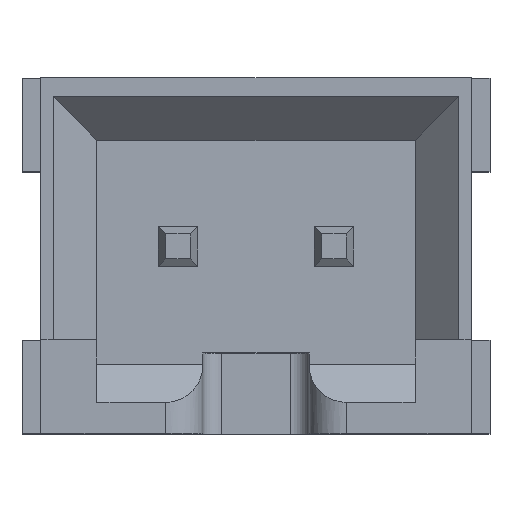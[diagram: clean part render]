
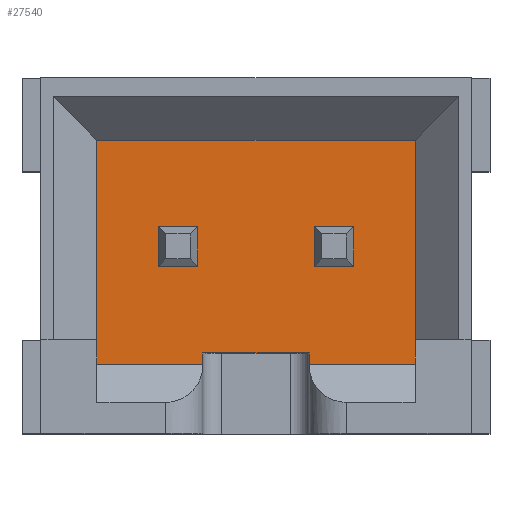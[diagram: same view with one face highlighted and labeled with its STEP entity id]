
A CAD part, top view. The second image highlights one B-rep face of the part: STEP entity #27540.
In plain terms, the highlighted planar face has unit normal (0, 0, 1).
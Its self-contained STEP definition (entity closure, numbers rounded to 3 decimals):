
#2850=CARTESIAN_POINT('',(24.062,1.988,-6.7));
#2860=VERTEX_POINT('',#2850);
#3010=CARTESIAN_POINT('',(24.062,1.348,-6.7));
#3020=VERTEX_POINT('',#3010);
#3050=CARTESIAN_POINT('',(24.062,0.,-6.7));
#3060=DIRECTION('',(0.,-1.,0.));
#3070=VECTOR('',#3060,1.);
#3080=LINE('',#3050,#3070);
#3090=EDGE_CURVE('',#2860,#3020,#3080,.T.);
#6590=CARTESIAN_POINT('',(23.982,-0.032,-6.7));
#6600=VERTEX_POINT('',#6590);
#6630=CARTESIAN_POINT('',(23.982,0.,-6.7));
#6640=DIRECTION('',(0.,1.,0.));
#6650=VECTOR('',#6640,1.);
#6660=LINE('',#6630,#6650);
#6670=CARTESIAN_POINT('',(23.982,-0.232,-6.7));
#6680=VERTEX_POINT('',#6670);
#6690=EDGE_CURVE('',#6680,#6600,#6660,.T.);
#16150=CARTESIAN_POINT('',(20.582,3.368,-6.7));
#16160=VERTEX_POINT('',#16150);
#16190=CARTESIAN_POINT('',(20.582,0.,-6.7));
#16200=DIRECTION('',(0.,-1.,0.));
#16210=VECTOR('',#16200,1.);
#16220=LINE('',#16190,#16210);
#16230=CARTESIAN_POINT('',(20.582,-0.232,-6.7));
#16240=VERTEX_POINT('',#16230);
#16250=EDGE_CURVE('',#16160,#16240,#16220,.T.);
#21090=CARTESIAN_POINT('',(21.562,1.988,-6.7));
#21100=VERTEX_POINT('',#21090);
#21150=CARTESIAN_POINT('',(0.,1.988,-6.7));
#21160=DIRECTION('',(-1.,0.,0.));
#21170=VECTOR('',#21160,1.);
#21180=LINE('',#21150,#21170);
#21190=CARTESIAN_POINT('',(22.202,1.988,-6.7));
#21200=VERTEX_POINT('',#21190);
#21210=EDGE_CURVE('',#21200,#21100,#21180,.T.);
#21450=CARTESIAN_POINT('',(22.202,0.,-6.7));
#21460=DIRECTION('',(0.,1.,0.));
#21470=VECTOR('',#21460,1.);
#21480=LINE('',#21450,#21470);
#21490=CARTESIAN_POINT('',(22.202,1.348,-6.7));
#21500=VERTEX_POINT('',#21490);
#21510=EDGE_CURVE('',#21500,#21200,#21480,.T.);
#21820=CARTESIAN_POINT('',(21.562,1.348,-6.7));
#21830=VERTEX_POINT('',#21820);
#21930=CARTESIAN_POINT('',(0.,1.348,-6.7));
#21940=DIRECTION('',(1.,0.,0.));
#21950=VECTOR('',#21940,1.);
#21960=LINE('',#21930,#21950);
#21970=EDGE_CURVE('',#21830,#21500,#21960,.T.);
#23230=CARTESIAN_POINT('',(21.562,0.,-6.7));
#23240=DIRECTION('',(0.,-1.,0.));
#23250=VECTOR('',#23240,1.);
#23260=LINE('',#23230,#23250);
#23270=EDGE_CURVE('',#21100,#21830,#23260,.T.);
#23500=CARTESIAN_POINT('',(22.282,-0.032,-6.7));
#23510=VERTEX_POINT('',#23500);
#23540=CARTESIAN_POINT('',(0.,-0.032,-6.7));
#23550=DIRECTION('',(1.,0.,0.));
#23560=VECTOR('',#23550,1.);
#23570=LINE('',#23540,#23560);
#23580=EDGE_CURVE('',#23510,#6600,#23570,.T.);
#23720=CARTESIAN_POINT('',(22.282,-0.232,-6.7));
#23730=VERTEX_POINT('',#23720);
#23760=CARTESIAN_POINT('',(22.282,0.,-6.7));
#23770=DIRECTION('',(0.,-1.,0.));
#23780=VECTOR('',#23770,1.);
#23790=LINE('',#23760,#23780);
#23800=EDGE_CURVE('',#23510,#23730,#23790,.T.);
#24000=CARTESIAN_POINT('',(0.,-0.232,-6.7));
#24010=DIRECTION('',(-1.,0.,0.));
#24020=VECTOR('',#24010,1.);
#24030=LINE('',#24000,#24020);
#24040=EDGE_CURVE('',#23730,#16240,#24030,.T.);
#26110=CARTESIAN_POINT('',(25.682,3.368,-6.7));
#26120=VERTEX_POINT('',#26110);
#26150=CARTESIAN_POINT('',(0.,3.368,-6.7));
#26160=DIRECTION('',(1.,0.,0.));
#26170=VECTOR('',#26160,1.);
#26180=LINE('',#26150,#26170);
#26190=EDGE_CURVE('',#16160,#26120,#26180,.T.);
#26570=CARTESIAN_POINT('',(25.682,-0.232,-6.7));
#26580=VERTEX_POINT('',#26570);
#26610=CARTESIAN_POINT('',(25.682,0.,-6.7));
#26620=DIRECTION('',(0.,1.,0.));
#26630=VECTOR('',#26620,1.);
#26640=LINE('',#26610,#26630);
#26650=EDGE_CURVE('',#26580,#26120,#26640,.T.);
#26920=CARTESIAN_POINT('',(0.,-0.232,-6.7));
#26930=DIRECTION('',(-1.,0.,0.));
#26940=VECTOR('',#26930,1.);
#26950=LINE('',#26920,#26940);
#26960=EDGE_CURVE('',#26580,#6680,#26950,.T.);
#27080=CARTESIAN_POINT('',(20.455,-0.322,-6.7));
#27090=DIRECTION('',(0.,0.,1.));
#27100=DIRECTION('',(1.,0.,0.));
#27110=AXIS2_PLACEMENT_3D('',#27080,#27090,#27100);
#27120=PLANE('',#27110);
#27130=ORIENTED_EDGE('',*,*,#3090,.F.);
#27140=CARTESIAN_POINT('',(0.,1.348,-6.7));
#27150=DIRECTION('',(1.,0.,0.));
#27160=VECTOR('',#27150,1.);
#27170=LINE('',#27140,#27160);
#27180=CARTESIAN_POINT('',(24.702,1.348,-6.7));
#27190=VERTEX_POINT('',#27180);
#27200=EDGE_CURVE('',#3020,#27190,#27170,.T.);
#27210=ORIENTED_EDGE('',*,*,#27200,.F.);
#27220=CARTESIAN_POINT('',(24.702,0.,-6.7));
#27230=DIRECTION('',(0.,1.,0.));
#27240=VECTOR('',#27230,1.);
#27250=LINE('',#27220,#27240);
#27260=CARTESIAN_POINT('',(24.702,1.988,-6.7));
#27270=VERTEX_POINT('',#27260);
#27280=EDGE_CURVE('',#27190,#27270,#27250,.T.);
#27290=ORIENTED_EDGE('',*,*,#27280,.F.);
#27300=CARTESIAN_POINT('',(0.,1.988,-6.7));
#27310=DIRECTION('',(-1.,0.,0.));
#27320=VECTOR('',#27310,1.);
#27330=LINE('',#27300,#27320);
#27340=EDGE_CURVE('',#27270,#2860,#27330,.T.);
#27350=ORIENTED_EDGE('',*,*,#27340,.F.);
#27360=EDGE_LOOP('',(#27350,#27290,#27210,#27130));
#27370=FACE_BOUND('',#27360,.T.);
#27380=ORIENTED_EDGE('',*,*,#21210,.F.);
#27390=ORIENTED_EDGE('',*,*,#23270,.F.);
#27400=ORIENTED_EDGE('',*,*,#21970,.F.);
#27410=ORIENTED_EDGE('',*,*,#21510,.F.);
#27420=EDGE_LOOP('',(#27410,#27400,#27390,#27380));
#27430=FACE_BOUND('',#27420,.T.);
#27440=ORIENTED_EDGE('',*,*,#26650,.T.);
#27450=ORIENTED_EDGE('',*,*,#26960,.F.);
#27460=ORIENTED_EDGE('',*,*,#6690,.F.);
#27470=ORIENTED_EDGE('',*,*,#23580,.T.);
#27480=ORIENTED_EDGE('',*,*,#23800,.F.);
#27490=ORIENTED_EDGE('',*,*,#24040,.F.);
#27500=ORIENTED_EDGE('',*,*,#16250,.T.);
#27510=ORIENTED_EDGE('',*,*,#26190,.F.);
#27520=EDGE_LOOP('',(#27510,#27500,#27490,#27480,#27470,#27460,#27450,
#27440));
#27530=FACE_OUTER_BOUND('',#27520,.T.);
#27540=ADVANCED_FACE('',(#27370,#27430,#27530),#27120,.T.);
